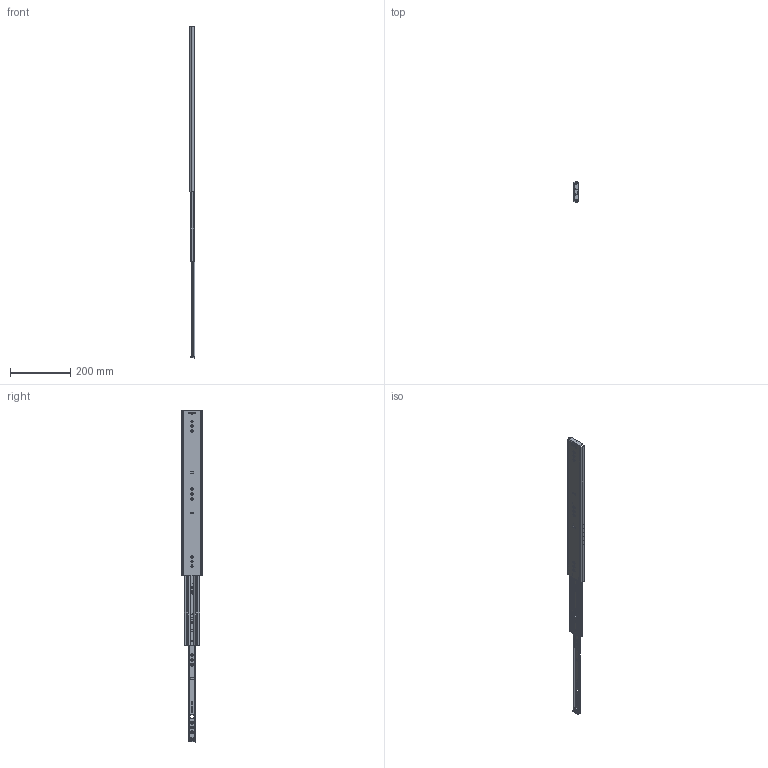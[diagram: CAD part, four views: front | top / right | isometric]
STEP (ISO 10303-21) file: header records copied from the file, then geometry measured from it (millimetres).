
FILE_DESCRIPTION(/* description */ ('Vollauszug Serie 070 550x550'),/* implementation_level */ '2;1');
FILE_NAME(/* name */ '07000068004.stp',/* time_stamp */ '2020-06-18T14:32:40+02:00',/* author */ ('Dennis Bruder'),/* organization */ (''),/* preprocessor_version */ 'ST-DEVELOPER v18',/* originating_system */ 'Autodesk Inventor 2020',/* authorisation */ '');
FILE_SCHEMA (('AUTOMOTIVE_DESIGN { 1 0 10303 214 3 1 1 }'));
Products named in the file (1): 07000068004
Bounding box: 18.6 x 69.3 x 1100 mm (x, y, z)
Volume: 284535.6 mm3; surface area: 340988.9 mm2
Topology: 86 solids, 86 shells, 3585 faces, 10663 edges, 7047 vertices
Faces by surface type: plane 1718, cylinder 1455, sphere 194, cone 122, torus 74, bspline 22
Full cylindrical faces by diameter (mm): 3.5 x2, 4 x1, 4.5 x5, 4.7 x5, 5 x2, 5.1 x2, 5.9 x2, 6 x2, 7.8 x8, 8 x2, 8.2 x1, 9 x4, 9.6 x4, 14 x1
Entity records: 131276 total; most frequent: CARTESIAN_POINT 30082, ORIENTED_EDGE 21004, DIRECTION 20480, EDGE_CURVE 10502, AXIS2_PLACEMENT_3D 7196, VERTEX_POINT 7047, LINE 6088, VECTOR 6088
